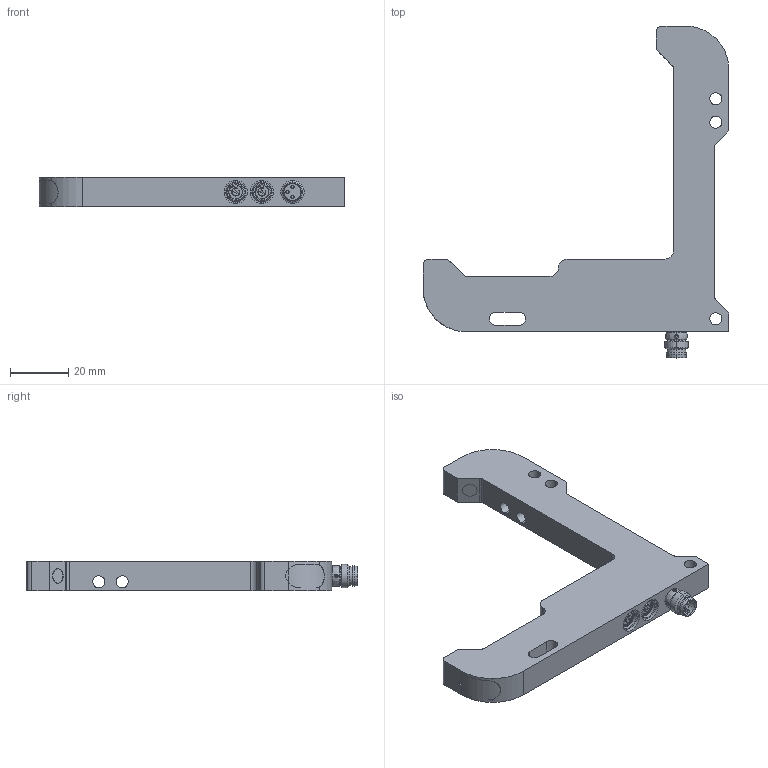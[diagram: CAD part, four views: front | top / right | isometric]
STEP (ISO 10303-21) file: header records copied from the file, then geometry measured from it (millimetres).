
FILE_DESCRIPTION(('STEP AP214'),'1');
FILE_NAME('tmp0.step','2021-02-22T11:29:55',(' '),(' '),'Spatial InterOp 3D',' ',' ');
FILE_SCHEMA(('automotive_design'));
Length unit declared in the file: millimetre
Products named in the file (1): 1
Bounding box: 105 x 113.95 x 10 mm (x, y, z)
Volume: 34812.5 mm3; surface area: 13249 mm2
Topology: 1 solids, 20 shells, 452 faces, 1175 edges, 750 vertices
Faces by surface type: bspline 218, cylinder 108, cone 56, plane 53, torus 14, sphere 3
Entity records: 23309 total; most frequent: CARTESIAN_POINT 6497, ORIENTED_EDGE 2338, DIRECTION 2033, EDGE_CURVE 1169, STYLED_ITEM 967, PRESENTATION_STYLE_ASSIGNMENT 967, COLOUR_RGB 967, AXIS2_PLACEMENT_3D 758
